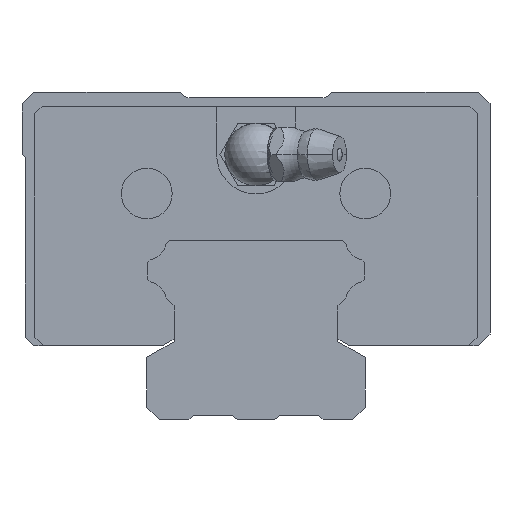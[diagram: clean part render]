
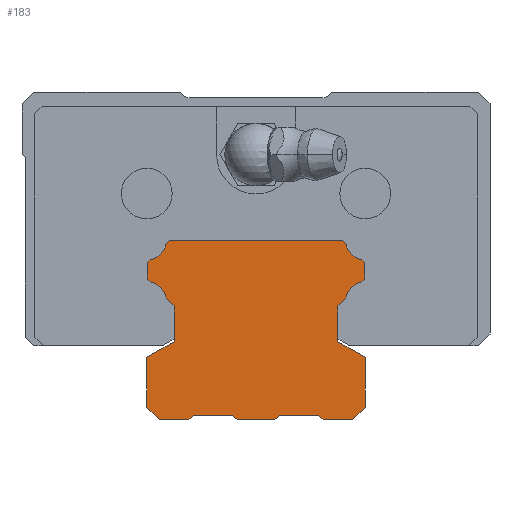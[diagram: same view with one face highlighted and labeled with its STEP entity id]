
A CAD part, front view. The second image highlights one B-rep face of the part: STEP entity #183.
In plain terms, the highlighted planar face has unit normal (0, -1, 0).
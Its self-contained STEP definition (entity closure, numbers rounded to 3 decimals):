
#183=ADVANCED_FACE('',(#393),#394,.T.);
#393=FACE_OUTER_BOUND('',#803,.T.);
#394=PLANE('',#804);
#803=EDGE_LOOP('',(#1356,#1357,#1358,#1359,#1360,#1361,#1362,#1363,#1364,#1365,#1366,#1367,#1368,#1369,#1370,#1371,#1372,#1373,#1374,#1375,#1376,#1377,#1378,#1379,#1380,#1381,#1382,#1383,#1384,#1385,#1386,#1387));
#804=AXIS2_PLACEMENT_3D('',#1388,#1389,#1390);
#1356=ORIENTED_EDGE('',*,*,#2946,.T.);
#1357=ORIENTED_EDGE('',*,*,#2938,.T.);
#1358=ORIENTED_EDGE('',*,*,#2947,.F.);
#1359=ORIENTED_EDGE('',*,*,#2948,.T.);
#1360=ORIENTED_EDGE('',*,*,#2949,.T.);
#1361=ORIENTED_EDGE('',*,*,#2950,.T.);
#1362=ORIENTED_EDGE('',*,*,#2951,.F.);
#1363=ORIENTED_EDGE('',*,*,#2952,.T.);
#1364=ORIENTED_EDGE('',*,*,#2953,.F.);
#1365=ORIENTED_EDGE('',*,*,#2954,.T.);
#1366=ORIENTED_EDGE('',*,*,#2955,.T.);
#1367=ORIENTED_EDGE('',*,*,#2956,.F.);
#1368=ORIENTED_EDGE('',*,*,#2957,.T.);
#1369=ORIENTED_EDGE('',*,*,#2958,.T.);
#1370=ORIENTED_EDGE('',*,*,#2959,.F.);
#1371=ORIENTED_EDGE('',*,*,#2960,.F.);
#1372=ORIENTED_EDGE('',*,*,#2961,.T.);
#1373=ORIENTED_EDGE('',*,*,#2962,.F.);
#1374=ORIENTED_EDGE('',*,*,#2963,.F.);
#1375=ORIENTED_EDGE('',*,*,#2932,.F.);
#1376=ORIENTED_EDGE('',*,*,#2964,.F.);
#1377=ORIENTED_EDGE('',*,*,#2965,.T.);
#1378=ORIENTED_EDGE('',*,*,#2942,.T.);
#1379=ORIENTED_EDGE('',*,*,#2966,.F.);
#1380=ORIENTED_EDGE('',*,*,#2967,.T.);
#1381=ORIENTED_EDGE('',*,*,#2968,.F.);
#1382=ORIENTED_EDGE('',*,*,#2969,.F.);
#1383=ORIENTED_EDGE('',*,*,#2970,.F.);
#1384=ORIENTED_EDGE('',*,*,#2971,.F.);
#1385=ORIENTED_EDGE('',*,*,#2972,.F.);
#1386=ORIENTED_EDGE('',*,*,#2973,.T.);
#1387=ORIENTED_EDGE('',*,*,#2974,.F.);
#1388=CARTESIAN_POINT('',(-14.067,-140.0,23.067));
#1389=DIRECTION('',(0.0,-1.0,0.0));
#1390=DIRECTION('',(0.0,0.0,-1.0));
#2932=EDGE_CURVE('',#3503,#3504,#3505,.T.);
#2938=EDGE_CURVE('',#3513,#3514,#3515,.T.);
#2942=EDGE_CURVE('',#3521,#3522,#3523,.T.);
#2946=EDGE_CURVE('',#3529,#3513,#3530,.T.);
#2947=EDGE_CURVE('',#3531,#3514,#3532,.T.);
#2948=EDGE_CURVE('',#3531,#3533,#3534,.T.);
#2949=EDGE_CURVE('',#3533,#3535,#3536,.T.);
#2950=EDGE_CURVE('',#3535,#3537,#3538,.T.);
#2951=EDGE_CURVE('',#3539,#3537,#3540,.T.);
#2952=EDGE_CURVE('',#3539,#3541,#3542,.T.);
#2953=EDGE_CURVE('',#3543,#3541,#3544,.T.);
#2954=EDGE_CURVE('',#3543,#3545,#3546,.T.);
#2955=EDGE_CURVE('',#3545,#3547,#3548,.T.);
#2956=EDGE_CURVE('',#3549,#3547,#3550,.T.);
#2957=EDGE_CURVE('',#3549,#3551,#3552,.T.);
#2958=EDGE_CURVE('',#3551,#3553,#3554,.T.);
#2959=EDGE_CURVE('',#3555,#3553,#3556,.T.);
#2960=EDGE_CURVE('',#3557,#3555,#3558,.T.);
#2961=EDGE_CURVE('',#3557,#3559,#3560,.T.);
#2962=EDGE_CURVE('',#3561,#3559,#3562,.T.);
#2963=EDGE_CURVE('',#3504,#3561,#3563,.T.);
#2964=EDGE_CURVE('',#3564,#3503,#3565,.T.);
#2965=EDGE_CURVE('',#3564,#3521,#3566,.T.);
#2966=EDGE_CURVE('',#3567,#3522,#3568,.T.);
#2967=EDGE_CURVE('',#3567,#3569,#3570,.T.);
#2968=EDGE_CURVE('',#3571,#3569,#3572,.T.);
#2969=EDGE_CURVE('',#3573,#3571,#3574,.T.);
#2970=EDGE_CURVE('',#3575,#3573,#3576,.T.);
#2971=EDGE_CURVE('',#3577,#3575,#3578,.T.);
#2972=EDGE_CURVE('',#3579,#3577,#3580,.T.);
#2973=EDGE_CURVE('',#3579,#3581,#3582,.T.);
#2974=EDGE_CURVE('',#3529,#3581,#3583,.T.);
#3503=VERTEX_POINT('',#4385);
#3504=VERTEX_POINT('',#4386);
#3505=CIRCLE('',#4387,2.6);
#3513=VERTEX_POINT('',#4397);
#3514=VERTEX_POINT('',#4398);
#3515=LINE('',#4399,#4400);
#3521=VERTEX_POINT('',#4409);
#3522=VERTEX_POINT('',#4410);
#3523=LINE('',#4411,#4412);
#3529=VERTEX_POINT('',#4421);
#3530=LINE('',#4422,#4423);
#3531=VERTEX_POINT('',#4424);
#3532=LINE('',#4425,#4426);
#3533=VERTEX_POINT('',#4427);
#3534=LINE('',#4428,#4429);
#3535=VERTEX_POINT('',#4430);
#3536=LINE('',#4431,#4432);
#3537=VERTEX_POINT('',#4433);
#3538=LINE('',#4434,#4435);
#3539=VERTEX_POINT('',#4436);
#3540=LINE('',#4437,#4438);
#3541=VERTEX_POINT('',#4439);
#3542=LINE('',#4440,#4441);
#3543=VERTEX_POINT('',#4442);
#3544=LINE('',#4443,#4444);
#3545=VERTEX_POINT('',#4445);
#3546=LINE('',#4446,#4447);
#3547=VERTEX_POINT('',#4448);
#3548=LINE('',#4449,#4450);
#3549=VERTEX_POINT('',#4451);
#3550=LINE('',#4452,#4453);
#3551=VERTEX_POINT('',#4454);
#3552=LINE('',#4455,#4456);
#3553=VERTEX_POINT('',#4457);
#3554=LINE('',#4458,#4459);
#3555=VERTEX_POINT('',#4460);
#3556=LINE('',#4461,#4462);
#3557=VERTEX_POINT('',#4463);
#3558=LINE('',#4464,#4465);
#3559=VERTEX_POINT('',#4466);
#3560=LINE('',#4467,#4468);
#3561=VERTEX_POINT('',#4469);
#3562=LINE('',#4470,#4471);
#3563=LINE('',#4472,#4473);
#3564=VERTEX_POINT('',#4474);
#3565=LINE('',#4475,#4476);
#3566=LINE('',#4477,#4478);
#3567=VERTEX_POINT('',#4479);
#3568=CIRCLE('',#4480,2.6);
#3569=VERTEX_POINT('',#4481);
#3570=LINE('',#4482,#4483);
#3571=VERTEX_POINT('',#4484);
#3572=LINE('',#4485,#4486);
#3573=VERTEX_POINT('',#4487);
#3574=LINE('',#4488,#4489);
#3575=VERTEX_POINT('',#4490);
#3576=CIRCLE('',#4491,2.6);
#3577=VERTEX_POINT('',#4492);
#3578=LINE('',#4493,#4494);
#3579=VERTEX_POINT('',#4495);
#3580=LINE('',#4496,#4497);
#3581=VERTEX_POINT('',#4498);
#3582=LINE('',#4499,#4500);
#3583=CIRCLE('',#4501,2.6);
#4385=CARTESIAN_POINT('',(13.588,-140.0,17.688));
#4386=CARTESIAN_POINT('',(11.512,-140.0,15.612));
#4387=AXIS2_PLACEMENT_3D('',#5761,#5762,#5763);
#4397=CARTESIAN_POINT('',(-10.5,-140.0,14.601));
#4398=CARTESIAN_POINT('',(-10.5,-140.0,10.021));
#4399=CARTESIAN_POINT('',(-10.5,-140.0,10.367));
#4400=VECTOR('',#5775,1000.0);
#4409=CARTESIAN_POINT('',(13.93,-140.0,20.169));
#4410=CARTESIAN_POINT('',(13.588,-140.0,20.512));
#4411=CARTESIAN_POINT('',(13.93,-140.0,20.169));
#4412=VECTOR('',#5779,1000.0);
#4421=CARTESIAN_POINT('',(-11.512,-140.0,15.612));
#4422=CARTESIAN_POINT('',(-11.512,-140.0,15.612));
#4423=VECTOR('',#5783,1000.0);
#4424=CARTESIAN_POINT('',(-14.0,-140.0,8.0));
#4425=CARTESIAN_POINT('',(-14.0,-140.0,8.0));
#4426=VECTOR('',#5784,1000.0);
#4427=CARTESIAN_POINT('',(-14.0,-140.0,1.6));
#4428=CARTESIAN_POINT('',(-14.0,-140.0,8.0));
#4429=VECTOR('',#5785,1000.0);
#4430=CARTESIAN_POINT('',(-12.4,-140.0,0.0));
#4431=CARTESIAN_POINT('',(-14.0,-140.0,1.6));
#4432=VECTOR('',#5786,1000.0);
#4433=CARTESIAN_POINT('',(-8.6,-140.0,0.0));
#4434=CARTESIAN_POINT('',(-12.4,-140.0,0.0));
#4435=VECTOR('',#5787,1000.0);
#4436=CARTESIAN_POINT('',(-8.0,-140.0,0.6));
#4437=CARTESIAN_POINT('',(-8.0,-140.0,0.6));
#4438=VECTOR('',#5788,1000.0);
#4439=CARTESIAN_POINT('',(-3.0,-140.0,0.6));
#4440=CARTESIAN_POINT('',(-8.0,-140.0,0.6));
#4441=VECTOR('',#5789,1000.0);
#4442=CARTESIAN_POINT('',(-2.4,-140.0,0.0));
#4443=CARTESIAN_POINT('',(-2.4,-140.0,0.0));
#4444=VECTOR('',#5790,1000.0);
#4445=CARTESIAN_POINT('',(2.4,-140.0,0.0));
#4446=CARTESIAN_POINT('',(-2.4,-140.0,0.0));
#4447=VECTOR('',#5791,1000.0);
#4448=CARTESIAN_POINT('',(3.0,-140.0,0.6));
#4449=CARTESIAN_POINT('',(2.4,-140.0,0.0));
#4450=VECTOR('',#5792,1000.0);
#4451=CARTESIAN_POINT('',(8.0,-140.0,0.6));
#4452=CARTESIAN_POINT('',(8.0,-140.0,0.6));
#4453=VECTOR('',#5793,1000.0);
#4454=CARTESIAN_POINT('',(8.6,-140.0,0.0));
#4455=CARTESIAN_POINT('',(8.0,-140.0,0.6));
#4456=VECTOR('',#5794,1000.0);
#4457=CARTESIAN_POINT('',(12.4,-140.0,0.0));
#4458=CARTESIAN_POINT('',(8.6,-140.0,0.0));
#4459=VECTOR('',#5795,1000.0);
#4460=CARTESIAN_POINT('',(14.0,-140.0,1.6));
#4461=CARTESIAN_POINT('',(14.0,-140.0,1.6));
#4462=VECTOR('',#5796,1000.0);
#4463=CARTESIAN_POINT('',(14.0,-140.0,8.0));
#4464=CARTESIAN_POINT('',(14.0,-140.0,8.0));
#4465=VECTOR('',#5797,1000.0);
#4466=CARTESIAN_POINT('',(10.5,-140.0,10.021));
#4467=CARTESIAN_POINT('',(14.0,-140.0,8.0));
#4468=VECTOR('',#5798,1000.0);
#4469=CARTESIAN_POINT('',(10.5,-140.0,14.601));
#4470=CARTESIAN_POINT('',(10.5,-140.0,10.367));
#4471=VECTOR('',#5799,1000.0);
#4472=CARTESIAN_POINT('',(11.512,-140.0,15.612));
#4473=VECTOR('',#5800,1000.0);
#4474=CARTESIAN_POINT('',(13.93,-140.0,18.031));
#4475=CARTESIAN_POINT('',(13.93,-140.0,18.031));
#4476=VECTOR('',#5801,1000.0);
#4477=CARTESIAN_POINT('',(13.93,-140.0,18.031));
#4478=VECTOR('',#5802,1000.0);
#4479=CARTESIAN_POINT('',(11.512,-140.0,22.588));
#4480=AXIS2_PLACEMENT_3D('',#5803,#5804,#5805);
#4481=CARTESIAN_POINT('',(11.099,-140.0,23.0));
#4482=CARTESIAN_POINT('',(11.512,-140.0,22.588));
#4483=VECTOR('',#5806,1000.0);
#4484=CARTESIAN_POINT('',(-11.099,-140.0,23.0));
#4485=CARTESIAN_POINT('',(-14.067,-140.0,23.0));
#4486=VECTOR('',#5807,1000.0);
#4487=CARTESIAN_POINT('',(-11.512,-140.0,22.588));
#4488=CARTESIAN_POINT('',(-11.512,-140.0,22.588));
#4489=VECTOR('',#5808,1000.0);
#4490=CARTESIAN_POINT('',(-13.588,-140.0,20.512));
#4491=AXIS2_PLACEMENT_3D('',#5809,#5810,#5811);
#4492=CARTESIAN_POINT('',(-13.93,-140.0,20.169));
#4493=CARTESIAN_POINT('',(-13.93,-140.0,20.169));
#4494=VECTOR('',#5812,1000.0);
#4495=CARTESIAN_POINT('',(-13.93,-140.0,18.031));
#4496=CARTESIAN_POINT('',(-13.93,-140.0,18.031));
#4497=VECTOR('',#5813,1000.0);
#4498=CARTESIAN_POINT('',(-13.588,-140.0,17.688));
#4499=CARTESIAN_POINT('',(-13.93,-140.0,18.031));
#4500=VECTOR('',#5814,1000.0);
#4501=AXIS2_PLACEMENT_3D('',#5815,#5816,#5817);
#5761=CARTESIAN_POINT('',(14.067,-140.0,15.133));
#5762=DIRECTION('',(0.0,-1.0,0.0));
#5763=DIRECTION('',(1.0,0.0,0.0));
#5775=DIRECTION('',(0.0,0.0,-1.0));
#5779=DIRECTION('',(-0.707,0.0,0.707));
#5783=DIRECTION('',(0.707,0.0,-0.707));
#5784=DIRECTION('',(0.866,0.0,0.5));
#5785=DIRECTION('',(0.0,0.0,-1.0));
#5786=DIRECTION('',(0.707,0.0,-0.707));
#5787=DIRECTION('',(1.0,0.0,0.0));
#5788=DIRECTION('',(-0.707,0.0,-0.707));
#5789=DIRECTION('',(1.0,0.0,0.0));
#5790=DIRECTION('',(-0.707,0.0,0.707));
#5791=DIRECTION('',(1.0,0.0,0.0));
#5792=DIRECTION('',(0.707,0.0,0.707));
#5793=DIRECTION('',(-1.0,0.0,0.0));
#5794=DIRECTION('',(0.707,0.0,-0.707));
#5795=DIRECTION('',(1.0,0.0,0.0));
#5796=DIRECTION('',(-0.707,0.0,-0.707));
#5797=DIRECTION('',(0.0,0.0,-1.0));
#5798=DIRECTION('',(-0.866,0.0,0.5));
#5799=DIRECTION('',(0.0,0.0,-1.0));
#5800=DIRECTION('',(-0.707,0.0,-0.707));
#5801=DIRECTION('',(-0.707,0.0,-0.707));
#5802=DIRECTION('',(0.0,0.0,1.0));
#5803=CARTESIAN_POINT('',(14.067,-140.0,23.067));
#5804=DIRECTION('',(0.0,-1.0,0.0));
#5805=DIRECTION('',(1.0,0.0,0.0));
#5806=DIRECTION('',(-0.707,0.0,0.707));
#5807=DIRECTION('',(1.0,0.0,0.0));
#5808=DIRECTION('',(0.707,0.0,0.707));
#5809=CARTESIAN_POINT('',(-14.067,-140.0,23.067));
#5810=DIRECTION('',(0.0,-1.0,0.0));
#5811=DIRECTION('',(1.0,0.0,0.0));
#5812=DIRECTION('',(0.707,0.0,0.707));
#5813=DIRECTION('',(0.0,0.0,1.0));
#5814=DIRECTION('',(0.707,0.0,-0.707));
#5815=CARTESIAN_POINT('',(-14.067,-140.0,15.133));
#5816=DIRECTION('',(0.0,-1.0,0.0));
#5817=DIRECTION('',(1.0,0.0,0.0));
